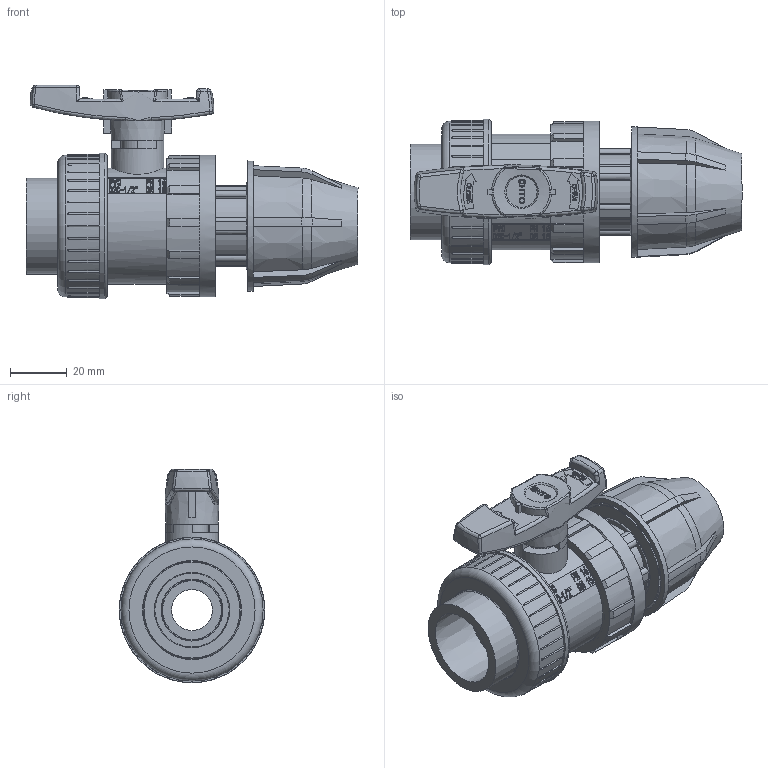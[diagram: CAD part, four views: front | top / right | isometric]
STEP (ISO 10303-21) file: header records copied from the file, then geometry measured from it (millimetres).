
FILE_DESCRIPTION(/* description */ (''),/* implementation_level */ '2;1');
FILE_NAME(/* name */ 'AK0916.020.020.step',/* time_stamp */ '2026-04-02T15:42:45+02:00',/* author */ (''),/* organization */ (''),/* preprocessor_version */ 'ST-DEVELOPER v20.1',/* originating_system */ 'Autodesk Translation Framework v14.24.0.0',/* authorisation */ '');
FILE_SCHEMA (('AUTOMOTIVE_DESIGN { 1 0 10303 214 3 1 1 }'));
Products named in the file (2): 2025-12-30-08-12-18-389; 2026-04-02-10-41-52-939
Assembly tree (1 placements, depth 2):
  2025-12-30-08-12-18-389
    2026-04-02-10-41-52-939
Bounding box: 117.27 x 51.39 x 75.44 mm (x, y, z)
Volume: 110510.5 mm3; surface area: 81501.8 mm2
Topology: 21 solids, 21 shells, 1409 faces, 3778 edges, 2469 vertices
Faces by surface type: plane 643, bspline 312, cylinder 296, torus 59, cone 50, sphere 49
Full cylindrical faces by diameter (mm): 1.147 x1, 1.53 x1, 9.293 x4, 11.48 x3, 12.027 x1, 12.573 x2, 13.667 x1, 14.5 x1, 18.661 x1, 20.773 x1, 21 x2, 21.32 x2, 21.867 x3, 24.709 x3, 25.147 x1, 25.693 x3, 26 x3, 27.661 x3, 27.88 x1, 29 x1, 30.089 x5, 30.34 x1, 30.69 x3, 31 x5, 32.472 x3, 33.337 x5, 33.62 x1, 33.893 x1, 34.659 x1, 34.987 x1
Entity records: 66552 total; most frequent: CARTESIAN_POINT 32861, ORIENTED_EDGE 7492, DIRECTION 6248, EDGE_CURVE 3746, VERTEX_POINT 2469, AXIS2_PLACEMENT_3D 2215, LINE 1818, VECTOR 1818
